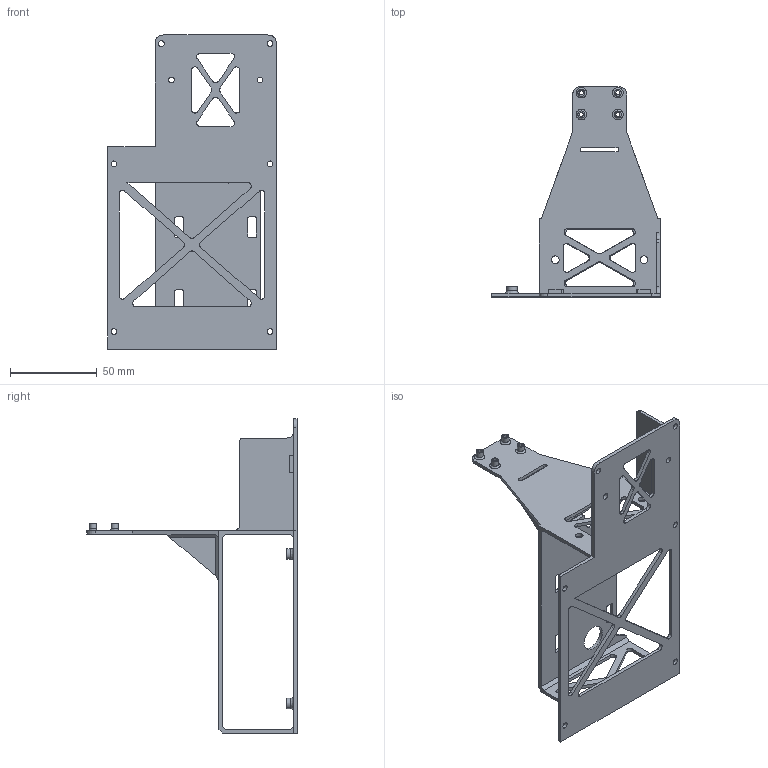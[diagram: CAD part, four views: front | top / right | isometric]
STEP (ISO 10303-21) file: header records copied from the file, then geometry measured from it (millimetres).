
FILE_DESCRIPTION(/* description */ (''),/* implementation_level */ '2;1');
FILE_NAME(/* name */ 'Sensors_SubFrame.stp',/* time_stamp */ '2021-09-18T17:44:08+12:00',/* author */ ('PC'),/* organization */ (''),/* preprocessor_version */ 'ST-DEVELOPER v18.1',/* originating_system */ 'Autodesk Inventor 2021',/* authorisation */ '');
FILE_SCHEMA (('AUTOMOTIVE_DESIGN { 1 0 10303 214 3 1 1 }'));
Length unit declared in the file: millimetre
Products named in the file (1): Sensors_SubFrame
Bounding box: 96.79 x 121 x 180.71 mm (x, y, z)
Volume: 52202.7 mm3; surface area: 56291 mm2
Topology: 1 solids, 1 shells, 264 faces, 747 edges, 497 vertices
Faces by surface type: plane 146, bspline 78, cylinder 40
Full cylindrical faces by diameter (mm): 2.4 x4, 3 x4, 3.4 x8, 4 x4, 4.4 x2, 6 x4, 15 x1
Entity records: 14552 total; most frequent: CARTESIAN_POINT 7935, ORIENTED_EDGE 1494, DIRECTION 1069, EDGE_CURVE 747, LINE 503, VECTOR 503, VERTEX_POINT 497, EDGE_LOOP 352
